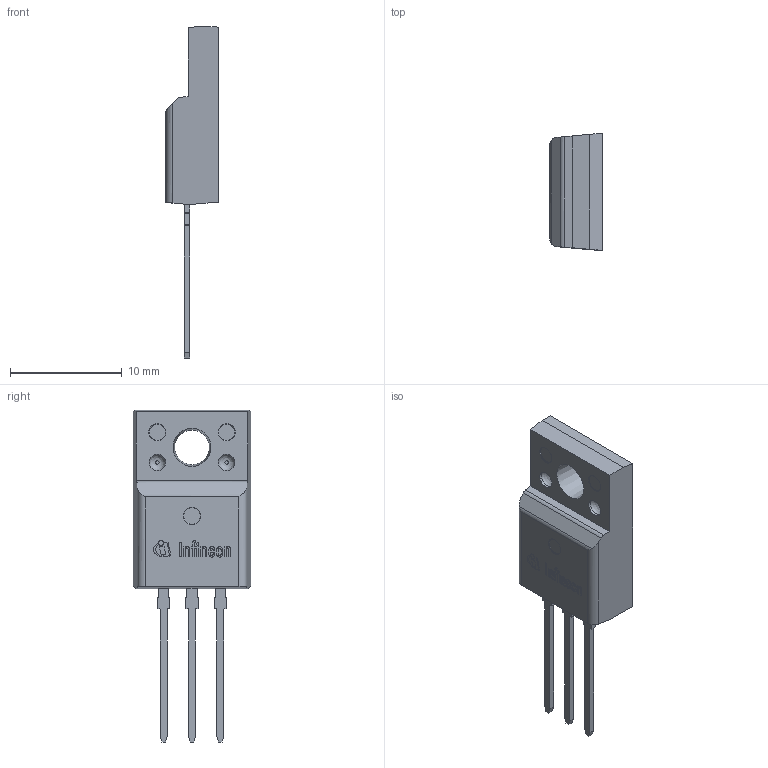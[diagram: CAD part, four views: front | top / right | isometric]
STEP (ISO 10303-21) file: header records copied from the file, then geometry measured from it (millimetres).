
FILE_DESCRIPTION(/* description */ (''),/* implementation_level */ '2;1');
FILE_NAME(/* name */ 'PG-TO220-3-318_Z8B00179995_V02_3D.stp',/* time_stamp */ '2024-07-31T11:29:19+05:30',/* author */ ('sivamani'),/* organization */ (''),/* preprocessor_version */ 'ST-DEVELOPER v19.2',/* originating_system */ 'AutoCAD Mechanical',/* authorisation */ '');
FILE_SCHEMA (('AUTOMOTIVE_DESIGN { 1 0 10303 214 3 1 1 }'));
Length unit declared in the file: millimetre
Products named in the file (1): Product
Bounding box: 4.71 x 10.5 x 29.75 mm (x, y, z)
Volume: 605 mm3; surface area: 649.5 mm2
Topology: 16 solids, 16 shells, 227 faces, 549 edges, 366 vertices
Faces by surface type: plane 156, cylinder 30, torus 20, bspline 20, cone 1
Full cylindrical faces by diameter (mm): 0.219 x1, 0.45 x1, 1.166 x2, 1.5 x8, 2.2 x2
Entity records: 6885 total; most frequent: CARTESIAN_POINT 1875, ORIENTED_EDGE 1098, DIRECTION 953, EDGE_CURVE 549, VERTEX_POINT 366, AXIS2_PLACEMENT_3D 334, LINE 285, VECTOR 285
